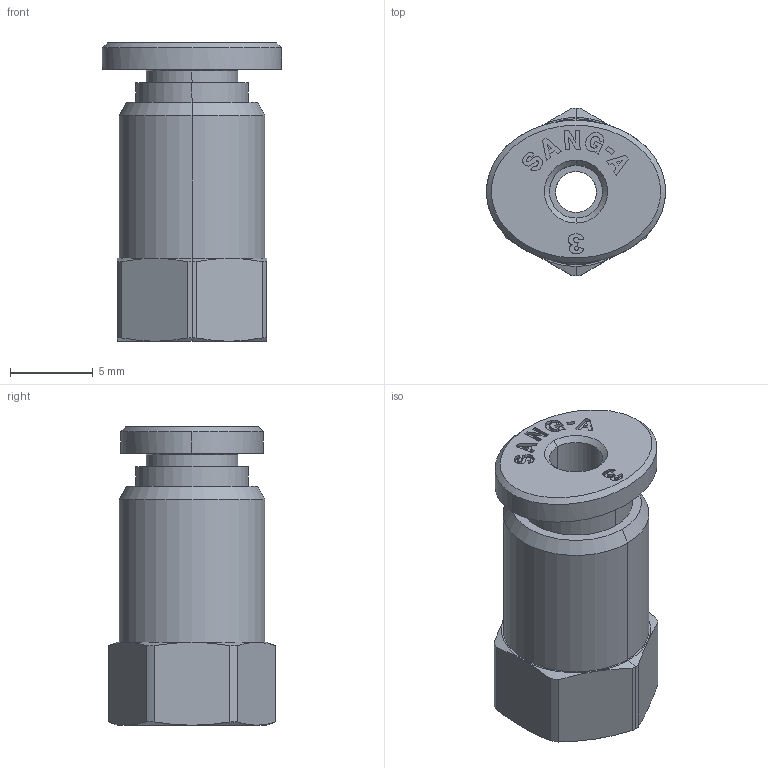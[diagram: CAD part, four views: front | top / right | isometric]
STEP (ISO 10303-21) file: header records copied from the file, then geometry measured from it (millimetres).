
FILE_DESCRIPTION((''),'2;1');
FILE_NAME('GPCF 03M3(3D).stp','2012-12-20T14:07:43',(''),(''),'Mechanical Desktop.R8.0.24.0','Mechanical Desktop.R8.0.24.0',', , ');
FILE_SCHEMA(('CONFIG_CONTROL_DESIGN'));
Length unit declared in the file: millimetre
Products named in the file (2): GPCF 03M3(3D); 睡ヶ1
Assembly tree (1 placements, depth 2):
  GPCF 03M3(3D)
    睡ヶ1
Bounding box: 10.8 x 10.1 x 18 mm (x, y, z)
Volume: 958 mm3; surface area: 886.2 mm2
Topology: 1 solids, 1 shells, 269 faces, 736 edges, 483 vertices
Faces by surface type: plane 190, bspline 29, cylinder 26, cone 24
Entity records: 9105 total; most frequent: CARTESIAN_POINT 2242, ORIENTED_EDGE 1472, DIRECTION 1322, EDGE_CURVE 736, VECTOR 576, LINE 576, VERTEX_POINT 483, AXIS2_PLACEMENT_3D 373
